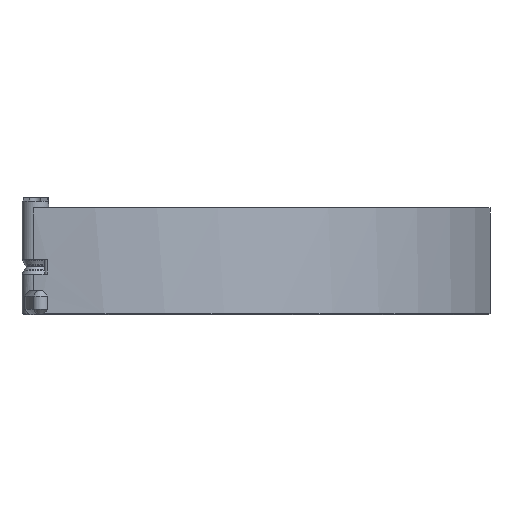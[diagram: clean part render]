
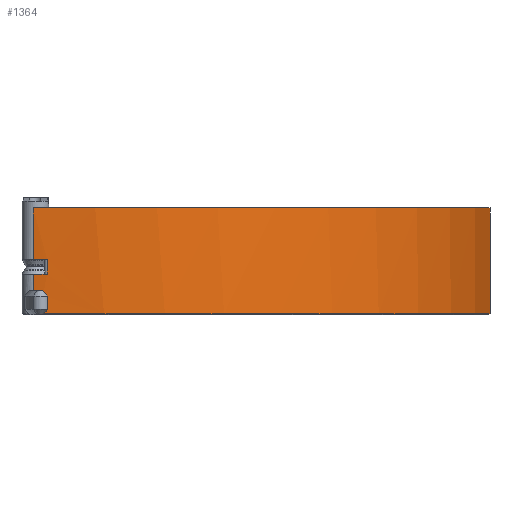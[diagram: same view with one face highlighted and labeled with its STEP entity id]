
A CAD part, left-side view. The second image highlights one B-rep face of the part: STEP entity #1364.
In plain terms, the highlighted cylindrical face has radius 150 mm (diameter 300 mm), a partial arc.
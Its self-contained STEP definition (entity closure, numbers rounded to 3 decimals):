
#82 = VERTEX_POINT('',#83);
#83 = CARTESIAN_POINT('',(-148.153,23.465,0.));
#92 = EDGE_CURVE('',#93,#82,#95,.T.);
#93 = VERTEX_POINT('',#94);
#94 = CARTESIAN_POINT('',(-148.153,23.465,-19.2));
#95 = LINE('',#96,#97);
#96 = CARTESIAN_POINT('',(-148.153,23.465,-40.));
#97 = VECTOR('',#98,1.);
#98 = DIRECTION('',(0.,0.,1.));
#293 = EDGE_CURVE('',#82,#294,#296,.T.);
#294 = VERTEX_POINT('',#295);
#295 = CARTESIAN_POINT('',(-26.047,-147.721,
    0.));
#296 = CIRCLE('',#297,150.);
#297 = AXIS2_PLACEMENT_3D('',#298,#299,#300);
#298 = CARTESIAN_POINT('',(0.,0.,0.));
#299 = DIRECTION('',(0.,0.,1.));
#300 = DIRECTION('',(-0.988,0.156,0.));
#1364 = ADVANCED_FACE('',(#1365),#1481,.T.);
#1365 = FACE_BOUND('',#1366,.T.);
#1366 = EDGE_LOOP('',(#1367,#1378,#1387,#1395,#1404,#1414,#1422,#1432,
    #1441,#1450,#1456,#1457,#1458,#1467,#1476));
#1367 = ORIENTED_EDGE('',*,*,#1368,.F.);
#1368 = EDGE_CURVE('',#1369,#1371,#1373,.T.);
#1369 = VERTEX_POINT('',#1370);
#1370 = CARTESIAN_POINT('',(-148.5,21.161,-24.8));
#1371 = VERTEX_POINT('',#1372);
#1372 = CARTESIAN_POINT('',(-148.881,18.288,-24.8));
#1373 = CIRCLE('',#1374,150.);
#1374 = AXIS2_PLACEMENT_3D('',#1375,#1376,#1377);
#1375 = CARTESIAN_POINT('',(0.,0.,
    -24.8));
#1376 = DIRECTION('',(0.,0.,1.));
#1377 = DIRECTION('',(-0.156,-0.988,0.)
  );
#1378 = ORIENTED_EDGE('',*,*,#1379,.F.);
#1379 = EDGE_CURVE('',#1380,#1369,#1382,.T.);
#1380 = VERTEX_POINT('',#1381);
#1381 = CARTESIAN_POINT('',(-148.153,23.465,-24.8));
#1382 = CIRCLE('',#1383,150.);
#1383 = AXIS2_PLACEMENT_3D('',#1384,#1385,#1386);
#1384 = CARTESIAN_POINT('',(0.,0.,
    -24.8));
#1385 = DIRECTION('',(0.,0.,1.));
#1386 = DIRECTION('',(-0.988,0.156,0.));
#1387 = ORIENTED_EDGE('',*,*,#1388,.F.);
#1388 = EDGE_CURVE('',#1389,#1380,#1391,.T.);
#1389 = VERTEX_POINT('',#1390);
#1390 = CARTESIAN_POINT('',(-148.153,23.465,-31.));
#1391 = LINE('',#1392,#1393);
#1392 = CARTESIAN_POINT('',(-148.153,23.465,-40.));
#1393 = VECTOR('',#1394,1.);
#1394 = DIRECTION('',(0.,0.,1.));
#1395 = ORIENTED_EDGE('',*,*,#1396,.T.);
#1396 = EDGE_CURVE('',#1389,#1397,#1399,.T.);
#1397 = VERTEX_POINT('',#1398);
#1398 = CARTESIAN_POINT('',(-148.403,21.828,-31.));
#1399 = CIRCLE('',#1400,150.);
#1400 = AXIS2_PLACEMENT_3D('',#1401,#1402,#1403);
#1401 = CARTESIAN_POINT('',(0.,0.,-31.
    ));
#1402 = DIRECTION('',(0.,0.,1.));
#1403 = DIRECTION('',(-0.988,0.156,0.));
#1404 = ORIENTED_EDGE('',*,*,#1405,.T.);
#1405 = EDGE_CURVE('',#1397,#1406,#1408,.T.);
#1406 = VERTEX_POINT('',#1407);
#1407 = CARTESIAN_POINT('',(-148.683,19.835,-33.));
#1408 = B_SPLINE_CURVE_WITH_KNOTS('',4,(#1409,#1410,#1411,#1412,#1413),
  .UNSPECIFIED.,.F.,.F.,(5,5),(0.,1.),.PIECEWISE_BEZIER_KNOTS.);
#1409 = CARTESIAN_POINT('',(-148.403,21.828,-31.));
#1410 = CARTESIAN_POINT('',(-148.476,21.331,
    -31.5));
#1411 = CARTESIAN_POINT('',(-148.547,20.832,
    -32.));
#1412 = CARTESIAN_POINT('',(-148.616,20.334,
    -32.5));
#1413 = CARTESIAN_POINT('',(-148.683,19.835,-33.));
#1414 = ORIENTED_EDGE('',*,*,#1415,.F.);
#1415 = EDGE_CURVE('',#1416,#1406,#1418,.T.);
#1416 = VERTEX_POINT('',#1417);
#1417 = CARTESIAN_POINT('',(-148.683,19.835,-38.));
#1418 = LINE('',#1419,#1420);
#1419 = CARTESIAN_POINT('',(-148.683,19.835,-40.));
#1420 = VECTOR('',#1421,1.);
#1421 = DIRECTION('',(0.,0.,1.));
#1422 = ORIENTED_EDGE('',*,*,#1423,.T.);
#1423 = EDGE_CURVE('',#1416,#1424,#1426,.T.);
#1424 = VERTEX_POINT('',#1425);
#1425 = CARTESIAN_POINT('',(-148.461,21.43,-39.6));
#1426 = B_SPLINE_CURVE_WITH_KNOTS('',4,(#1427,#1428,#1429,#1430,#1431),
  .UNSPECIFIED.,.F.,.F.,(5,5),(0.,1.),.PIECEWISE_BEZIER_KNOTS.);
#1427 = CARTESIAN_POINT('',(-148.683,19.835,-38.));
#1428 = CARTESIAN_POINT('',(-148.616,20.334,
    -38.5));
#1429 = CARTESIAN_POINT('',(-148.547,20.832,
    -39.));
#1430 = CARTESIAN_POINT('',(-148.476,21.331,
    -39.5));
#1431 = CARTESIAN_POINT('',(-148.403,21.828,-40.));
#1432 = ORIENTED_EDGE('',*,*,#1433,.F.);
#1433 = EDGE_CURVE('',#1434,#1424,#1436,.T.);
#1434 = VERTEX_POINT('',#1435);
#1435 = CARTESIAN_POINT('',(-148.683,19.835,-39.6));
#1436 = CIRCLE('',#1437,150.);
#1437 = AXIS2_PLACEMENT_3D('',#1438,#1439,#1440);
#1438 = CARTESIAN_POINT('',(0.,0.,-39.6
    ));
#1439 = DIRECTION('',(0.,0.,-1.));
#1440 = DIRECTION('',(-0.991,0.132,0.)
  );
#1441 = ORIENTED_EDGE('',*,*,#1442,.F.);
#1442 = EDGE_CURVE('',#1443,#1434,#1445,.T.);
#1443 = VERTEX_POINT('',#1444);
#1444 = CARTESIAN_POINT('',(-26.047,-147.721,-39.6));
#1445 = CIRCLE('',#1446,150.);
#1446 = AXIS2_PLACEMENT_3D('',#1447,#1448,#1449);
#1447 = CARTESIAN_POINT('',(0.,0.,-39.6
    ));
#1448 = DIRECTION('',(0.,0.,-1.));
#1449 = DIRECTION('',(0.992,0.129,0.)
  );
#1450 = ORIENTED_EDGE('',*,*,#1451,.T.);
#1451 = EDGE_CURVE('',#1443,#294,#1452,.T.);
#1452 = LINE('',#1453,#1454);
#1453 = CARTESIAN_POINT('',(-26.047,-147.721,-40.));
#1454 = VECTOR('',#1455,1.);
#1455 = DIRECTION('',(0.,0.,1.));
#1456 = ORIENTED_EDGE('',*,*,#293,.F.);
#1457 = ORIENTED_EDGE('',*,*,#92,.F.);
#1458 = ORIENTED_EDGE('',*,*,#1459,.T.);
#1459 = EDGE_CURVE('',#93,#1460,#1462,.T.);
#1460 = VERTEX_POINT('',#1461);
#1461 = CARTESIAN_POINT('',(-148.5,21.161,-19.2));
#1462 = CIRCLE('',#1463,150.);
#1463 = AXIS2_PLACEMENT_3D('',#1464,#1465,#1466);
#1464 = CARTESIAN_POINT('',(0.,0.,
    -19.2));
#1465 = DIRECTION('',(0.,0.,1.));
#1466 = DIRECTION('',(-0.988,0.156,0.));
#1467 = ORIENTED_EDGE('',*,*,#1468,.T.);
#1468 = EDGE_CURVE('',#1460,#1469,#1471,.T.);
#1469 = VERTEX_POINT('',#1470);
#1470 = CARTESIAN_POINT('',(-148.881,18.288,-19.2));
#1471 = CIRCLE('',#1472,150.);
#1472 = AXIS2_PLACEMENT_3D('',#1473,#1474,#1475);
#1473 = CARTESIAN_POINT('',(0.,0.,
    -19.2));
#1474 = DIRECTION('',(0.,0.,1.));
#1475 = DIRECTION('',(-0.156,-0.988,0.)
  );
#1476 = ORIENTED_EDGE('',*,*,#1477,.F.);
#1477 = EDGE_CURVE('',#1371,#1469,#1478,.T.);
#1478 = ( BOUNDED_CURVE() B_SPLINE_CURVE(1,(#1479,#1480),.UNSPECIFIED.,
.F.,.F.) B_SPLINE_CURVE_WITH_KNOTS((2,2),(-2.912,8.512),
.PIECEWISE_BEZIER_KNOTS.) CURVE() GEOMETRIC_REPRESENTATION_ITEM() 
RATIONAL_B_SPLINE_CURVE((1.066,1.066)) 
REPRESENTATION_ITEM('') );
#1479 = CARTESIAN_POINT('',(-148.881,18.288,-27.712));
#1480 = CARTESIAN_POINT('',(-148.881,18.288,-16.288));
#1481 = CYLINDRICAL_SURFACE('',#1482,150.);
#1482 = AXIS2_PLACEMENT_3D('',#1483,#1484,#1485);
#1483 = CARTESIAN_POINT('',(0.,0.,-40.)
  );
#1484 = DIRECTION('',(0.,0.,1.));
#1485 = DIRECTION('',(-0.988,0.156,0.));
